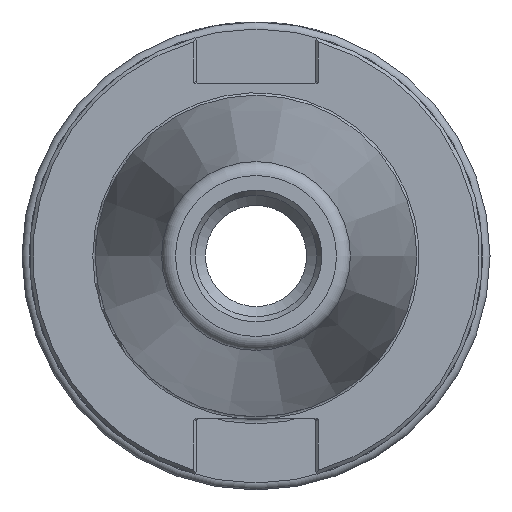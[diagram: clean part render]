
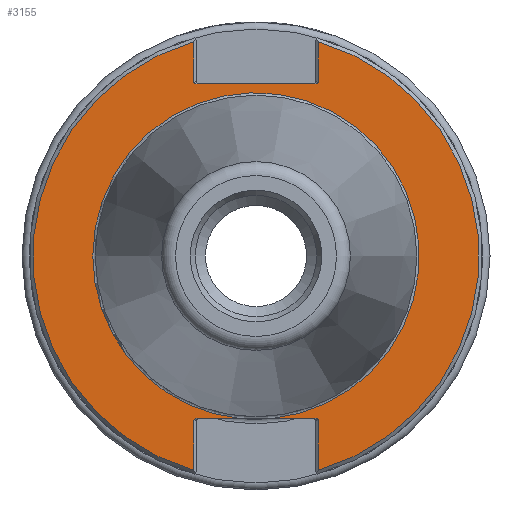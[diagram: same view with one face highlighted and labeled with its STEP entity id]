
A CAD part, left-side view. The second image highlights one B-rep face of the part: STEP entity #3155.
In plain terms, the highlighted planar face has unit normal (-1, 0, 0).
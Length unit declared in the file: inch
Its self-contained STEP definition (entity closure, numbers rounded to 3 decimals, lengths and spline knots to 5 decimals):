
#2510=CARTESIAN_POINT('',(0.125,-0.50422,1.472));
#2511=VERTEX_POINT('',#2510);
#2518=CARTESIAN_POINT('',(0.125,-0.5325,1.492));
#2519=VERTEX_POINT('',#2518);
#2520=CARTESIAN_POINT('',(0.125,-0.50422,1.492));
#2521=DIRECTION('',(-1.0,0.0,0.0));
#2522=DIRECTION('',(0.0,-1.0,0.0));
#2523=AXIS2_PLACEMENT_3D('',#2520,#2521,#2522);
#2524=ELLIPSE('',#2523,0.02828,0.02);
#2525=EDGE_CURVE('',#2511,#2519,#2524,.T.);
#2575=CARTESIAN_POINT('',(0.125,-0.5325,1.83167));
#2576=VERTEX_POINT('',#2575);
#2577=CARTESIAN_POINT('',(0.125,-0.5325,1.492));
#2578=DIRECTION('',(0.0,0.0,1.0));
#2579=VECTOR('',#2578,0.33967);
#2580=LINE('',#2577,#2579);
#2581=EDGE_CURVE('',#2519,#2576,#2580,.T.);
#2664=CARTESIAN_POINT('',(0.125,0.50422,-1.388));
#2665=VERTEX_POINT('',#2664);
#2672=CARTESIAN_POINT('',(0.125,0.5325,-1.408));
#2673=VERTEX_POINT('',#2672);
#2674=CARTESIAN_POINT('',(0.125,0.50422,-1.408));
#2675=DIRECTION('',(-1.0,0.0,0.0));
#2676=DIRECTION('',(0.0,1.0,0.0));
#2677=AXIS2_PLACEMENT_3D('',#2674,#2675,#2676);
#2678=ELLIPSE('',#2677,0.02828,0.02);
#2679=EDGE_CURVE('',#2665,#2673,#2678,.T.);
#2729=CARTESIAN_POINT('',(0.125,0.5325,-1.83167));
#2730=VERTEX_POINT('',#2729);
#2731=CARTESIAN_POINT('',(0.125,0.5325,-1.408));
#2732=DIRECTION('',(0.0,0.0,-1.0));
#2733=VECTOR('',#2732,0.42367);
#2734=LINE('',#2731,#2733);
#2735=EDGE_CURVE('',#2673,#2730,#2734,.T.);
#2760=CARTESIAN_POINT('',(0.125,-0.5325,-1.408));
#2761=VERTEX_POINT('',#2760);
#2762=CARTESIAN_POINT('',(0.125,-0.50422,-1.388));
#2763=VERTEX_POINT('',#2762);
#2764=CARTESIAN_POINT('',(0.125,-0.50422,-1.408));
#2765=DIRECTION('',(-1.0,0.0,0.0));
#2766=DIRECTION('',(0.0,-1.0,0.0));
#2767=AXIS2_PLACEMENT_3D('',#2764,#2765,#2766);
#2768=ELLIPSE('',#2767,0.02828,0.02);
#2769=EDGE_CURVE('',#2761,#2763,#2768,.T.);
#2867=CARTESIAN_POINT('',(0.125,-0.5325,-1.83167));
#2868=VERTEX_POINT('',#2867);
#2875=CARTESIAN_POINT('',(0.125,-0.5325,-1.83167));
#2876=DIRECTION('',(0.0,0.0,1.0));
#2877=VECTOR('',#2876,0.42367);
#2878=LINE('',#2875,#2877);
#2879=EDGE_CURVE('',#2868,#2761,#2878,.T.);
#2921=CARTESIAN_POINT('',(0.125,0.5325,1.492));
#2922=VERTEX_POINT('',#2921);
#2929=CARTESIAN_POINT('',(0.125,0.50422,1.472));
#2930=VERTEX_POINT('',#2929);
#2931=CARTESIAN_POINT('',(0.125,0.50422,1.492));
#2932=DIRECTION('',(-1.0,0.0,0.0));
#2933=DIRECTION('',(0.0,1.0,0.0));
#2934=AXIS2_PLACEMENT_3D('',#2931,#2932,#2933);
#2935=ELLIPSE('',#2934,0.02828,0.02);
#2936=EDGE_CURVE('',#2922,#2930,#2935,.T.);
#3021=CARTESIAN_POINT('',(0.125,0.5325,1.83167));
#3022=VERTEX_POINT('',#3021);
#3029=CARTESIAN_POINT('',(0.125,0.5325,1.83167));
#3030=DIRECTION('',(0.0,0.0,-1.0));
#3031=VECTOR('',#3030,0.33967);
#3032=LINE('',#3029,#3031);
#3033=EDGE_CURVE('',#3022,#2922,#3032,.T.);
#3068=CARTESIAN_POINT('',(0.125,-0.13957,-1.388));
#3069=VERTEX_POINT('',#3068);
#3070=CARTESIAN_POINT('',(0.125,0.13957,-1.388));
#3071=VERTEX_POINT('',#3070);
#3086=CARTESIAN_POINT('',(0.125,0.0,0.0));
#3087=DIRECTION('',(-1.0,0.0,0.0));
#3088=DIRECTION('',(0.0,-1.0,0.0));
#3089=AXIS2_PLACEMENT_3D('',#3086,#3087,#3088);
#3090=CIRCLE('',#3089,1.395);
#3091=EDGE_CURVE('',#3069,#3071,#3090,.T.);
#3107=CARTESIAN_POINT('',(0.125,1.65625,0.0));
#3108=DIRECTION('',(-1.0,0.0,0.0));
#3109=DIRECTION('',(0.0,0.0,1.0));
#3110=AXIS2_PLACEMENT_3D('',#3107,#3108,#3109);
#3111=PLANE('',#3110);
#3112=ORIENTED_EDGE('',*,*,#3091,.F.);
#3113=CARTESIAN_POINT('',(0.125,-0.50422,-1.388));
#3114=DIRECTION('',(0.0,1.0,0.0));
#3115=VECTOR('',#3114,0.36464);
#3116=LINE('',#3113,#3115);
#3117=EDGE_CURVE('',#2763,#3069,#3116,.T.);
#3118=ORIENTED_EDGE('',*,*,#3117,.F.);
#3119=ORIENTED_EDGE('',*,*,#2769,.F.);
#3120=ORIENTED_EDGE('',*,*,#2879,.F.);
#3121=CARTESIAN_POINT('',(0.125,0.0,0.0));
#3122=DIRECTION('',(1.0,0.0,0.0));
#3123=DIRECTION('',(0.0,-1.0,0.0));
#3124=AXIS2_PLACEMENT_3D('',#3121,#3122,#3123);
#3125=CIRCLE('',#3124,1.9075);
#3126=EDGE_CURVE('',#2576,#2868,#3125,.T.);
#3127=ORIENTED_EDGE('',*,*,#3126,.F.);
#3128=ORIENTED_EDGE('',*,*,#2581,.F.);
#3129=ORIENTED_EDGE('',*,*,#2525,.F.);
#3130=CARTESIAN_POINT('',(0.125,0.50422,1.472));
#3131=DIRECTION('',(0.0,-1.0,0.0));
#3132=VECTOR('',#3131,1.00843);
#3133=LINE('',#3130,#3132);
#3134=EDGE_CURVE('',#2930,#2511,#3133,.T.);
#3135=ORIENTED_EDGE('',*,*,#3134,.F.);
#3136=ORIENTED_EDGE('',*,*,#2936,.F.);
#3137=ORIENTED_EDGE('',*,*,#3033,.F.);
#3138=CARTESIAN_POINT('',(0.125,0.0,0.0));
#3139=DIRECTION('',(1.0,0.0,0.0));
#3140=DIRECTION('',(0.0,1.0,0.0));
#3141=AXIS2_PLACEMENT_3D('',#3138,#3139,#3140);
#3142=CIRCLE('',#3141,1.9075);
#3143=EDGE_CURVE('',#2730,#3022,#3142,.T.);
#3144=ORIENTED_EDGE('',*,*,#3143,.F.);
#3145=ORIENTED_EDGE('',*,*,#2735,.F.);
#3146=ORIENTED_EDGE('',*,*,#2679,.F.);
#3147=CARTESIAN_POINT('',(0.125,0.13957,-1.388));
#3148=DIRECTION('',(0.0,1.0,0.0));
#3149=VECTOR('',#3148,0.36464);
#3150=LINE('',#3147,#3149);
#3151=EDGE_CURVE('',#3071,#2665,#3150,.T.);
#3152=ORIENTED_EDGE('',*,*,#3151,.F.);
#3153=EDGE_LOOP('',(#3112,#3118,#3119,#3120,#3127,#3128,#3129,#3135,#3136,#3137,#3144,#3145,#3146,#3152));
#3154=FACE_OUTER_BOUND('',#3153,.T.);
#3155=ADVANCED_FACE('',(#3154),#3111,.T.);
